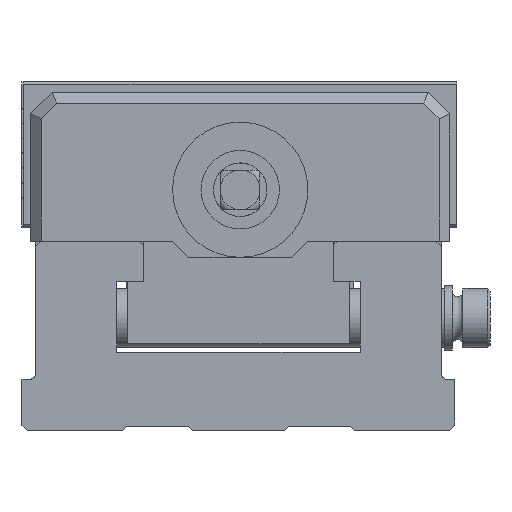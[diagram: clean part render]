
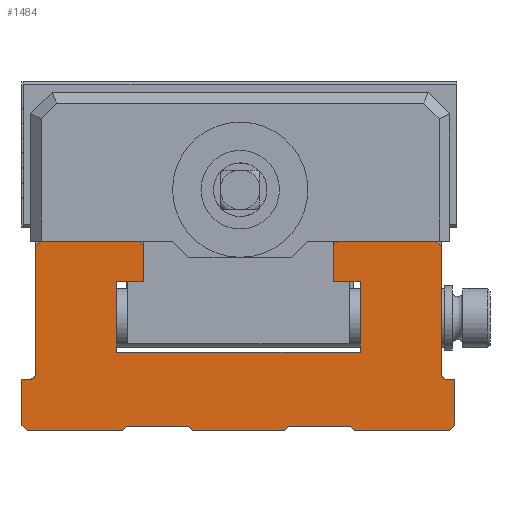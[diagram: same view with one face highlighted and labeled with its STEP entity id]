
A CAD part, front view. The second image highlights one B-rep face of the part: STEP entity #1484.
In plain terms, the highlighted planar face has unit normal (0, -1, 0).
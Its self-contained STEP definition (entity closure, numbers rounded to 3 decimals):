
#1013=CIRCLE('',#8768,2.);
#1014=CIRCLE('',#8769,2.);
#1484=ADVANCED_FACE('',(#2120),#1839,.T.);
#1839=PLANE('',#8770);
#2120=FACE_OUTER_BOUND('',#2711,.T.);
#2711=EDGE_LOOP('',(#4564,#4565,#4566,#4567,#4568,#4569,#4570,#4571,#4572,
#4573,#4574,#4575,#4576,#4577,#4578,#4579,#4580,#4581,#4582,#4583,#4584,
#4585,#4586,#4587,#4588,#4589,#4590,#4591,#4592,#4593,#4594,#4595,#4596,
#4597));
#4564=ORIENTED_EDGE('',*,*,#6593,.F.);
#4565=ORIENTED_EDGE('',*,*,#6594,.F.);
#4566=ORIENTED_EDGE('',*,*,#6595,.F.);
#4567=ORIENTED_EDGE('',*,*,#6571,.T.);
#4568=ORIENTED_EDGE('',*,*,#6596,.T.);
#4569=ORIENTED_EDGE('',*,*,#6597,.T.);
#4570=ORIENTED_EDGE('',*,*,#6598,.F.);
#4571=ORIENTED_EDGE('',*,*,#6599,.T.);
#4572=ORIENTED_EDGE('',*,*,#6600,.F.);
#4573=ORIENTED_EDGE('',*,*,#6601,.T.);
#4574=ORIENTED_EDGE('',*,*,#6591,.T.);
#4575=ORIENTED_EDGE('',*,*,#6602,.T.);
#4576=ORIENTED_EDGE('',*,*,#6603,.F.);
#4577=ORIENTED_EDGE('',*,*,#6604,.T.);
#4578=ORIENTED_EDGE('',*,*,#6605,.F.);
#4579=ORIENTED_EDGE('',*,*,#6606,.F.);
#4580=ORIENTED_EDGE('',*,*,#6607,.F.);
#4581=ORIENTED_EDGE('',*,*,#6608,.F.);
#4582=ORIENTED_EDGE('',*,*,#6609,.F.);
#4583=ORIENTED_EDGE('',*,*,#6610,.T.);
#4584=ORIENTED_EDGE('',*,*,#6611,.F.);
#4585=ORIENTED_EDGE('',*,*,#6612,.T.);
#4586=ORIENTED_EDGE('',*,*,#6583,.T.);
#4587=ORIENTED_EDGE('',*,*,#6613,.T.);
#4588=ORIENTED_EDGE('',*,*,#6614,.F.);
#4589=ORIENTED_EDGE('',*,*,#6615,.T.);
#4590=ORIENTED_EDGE('',*,*,#6616,.F.);
#4591=ORIENTED_EDGE('',*,*,#6617,.F.);
#4592=ORIENTED_EDGE('',*,*,#6562,.T.);
#4593=ORIENTED_EDGE('',*,*,#6618,.T.);
#4594=ORIENTED_EDGE('',*,*,#6619,.F.);
#4595=ORIENTED_EDGE('',*,*,#6620,.F.);
#4596=ORIENTED_EDGE('',*,*,#6621,.F.);
#4597=ORIENTED_EDGE('',*,*,#6555,.T.);
#5560=VERTEX_POINT('',#13718);
#5561=VERTEX_POINT('',#13720);
#5567=VERTEX_POINT('',#13733);
#5568=VERTEX_POINT('',#13735);
#5570=VERTEX_POINT('',#13740);
#5576=VERTEX_POINT('',#13752);
#5588=VERTEX_POINT('',#13780);
#5589=VERTEX_POINT('',#13781);
#5596=VERTEX_POINT('',#13796);
#5597=VERTEX_POINT('',#13798);
#5598=VERTEX_POINT('',#13802);
#5599=VERTEX_POINT('',#13804);
#5600=VERTEX_POINT('',#13807);
#5601=VERTEX_POINT('',#13809);
#5602=VERTEX_POINT('',#13811);
#5603=VERTEX_POINT('',#13813);
#5604=VERTEX_POINT('',#13815);
#5605=VERTEX_POINT('',#13818);
#5606=VERTEX_POINT('',#13820);
#5607=VERTEX_POINT('',#13822);
#5608=VERTEX_POINT('',#13824);
#5609=VERTEX_POINT('',#13826);
#5610=VERTEX_POINT('',#13828);
#5611=VERTEX_POINT('',#13830);
#5612=VERTEX_POINT('',#13832);
#5613=VERTEX_POINT('',#13834);
#5614=VERTEX_POINT('',#13836);
#5615=VERTEX_POINT('',#13839);
#5616=VERTEX_POINT('',#13841);
#5617=VERTEX_POINT('',#13843);
#5618=VERTEX_POINT('',#13845);
#5619=VERTEX_POINT('',#13848);
#5620=VERTEX_POINT('',#13850);
#5621=VERTEX_POINT('',#13852);
#6555=EDGE_CURVE('',#5561,#5560,#7314,.T.);
#6562=EDGE_CURVE('',#5568,#5567,#7319,.T.);
#6571=EDGE_CURVE('',#5570,#5576,#7327,.T.);
#6583=EDGE_CURVE('',#5588,#5589,#7336,.T.);
#6591=EDGE_CURVE('',#5597,#5596,#7342,.T.);
#6593=EDGE_CURVE('',#5598,#5560,#7344,.T.);
#6594=EDGE_CURVE('',#5599,#5598,#7345,.T.);
#6595=EDGE_CURVE('',#5570,#5599,#7346,.T.);
#6596=EDGE_CURVE('',#5576,#5600,#7347,.T.);
#6597=EDGE_CURVE('',#5600,#5601,#7348,.T.);
#6598=EDGE_CURVE('',#5602,#5601,#7349,.T.);
#6599=EDGE_CURVE('',#5602,#5603,#1013,.T.);
#6600=EDGE_CURVE('',#5604,#5603,#7350,.T.);
#6601=EDGE_CURVE('',#5604,#5597,#7351,.T.);
#6602=EDGE_CURVE('',#5596,#5605,#7352,.T.);
#6603=EDGE_CURVE('',#5606,#5605,#7353,.T.);
#6604=EDGE_CURVE('',#5606,#5607,#7354,.T.);
#6605=EDGE_CURVE('',#5608,#5607,#7355,.T.);
#6606=EDGE_CURVE('',#5609,#5608,#7356,.T.);
#6607=EDGE_CURVE('',#5610,#5609,#7357,.T.);
#6608=EDGE_CURVE('',#5611,#5610,#7358,.T.);
#6609=EDGE_CURVE('',#5612,#5611,#7359,.T.);
#6610=EDGE_CURVE('',#5612,#5613,#7360,.T.);
#6611=EDGE_CURVE('',#5614,#5613,#7361,.T.);
#6612=EDGE_CURVE('',#5614,#5588,#7362,.T.);
#6613=EDGE_CURVE('',#5589,#5615,#7363,.T.);
#6614=EDGE_CURVE('',#5616,#5615,#7364,.T.);
#6615=EDGE_CURVE('',#5616,#5617,#1014,.T.);
#6616=EDGE_CURVE('',#5618,#5617,#7365,.T.);
#6617=EDGE_CURVE('',#5568,#5618,#7366,.T.);
#6618=EDGE_CURVE('',#5567,#5619,#7367,.T.);
#6619=EDGE_CURVE('',#5620,#5619,#7368,.T.);
#6620=EDGE_CURVE('',#5621,#5620,#7369,.T.);
#6621=EDGE_CURVE('',#5561,#5621,#7370,.T.);
#7314=LINE('',#13719,#8009);
#7319=LINE('',#13734,#8014);
#7327=LINE('',#13753,#8022);
#7336=LINE('',#13779,#8031);
#7342=LINE('',#13797,#8037);
#7344=LINE('',#13801,#8039);
#7345=LINE('',#13803,#8040);
#7346=LINE('',#13805,#8041);
#7347=LINE('',#13806,#8042);
#7348=LINE('',#13808,#8043);
#7349=LINE('',#13810,#8044);
#7350=LINE('',#13814,#8045);
#7351=LINE('',#13816,#8046);
#7352=LINE('',#13817,#8047);
#7353=LINE('',#13819,#8048);
#7354=LINE('',#13821,#8049);
#7355=LINE('',#13823,#8050);
#7356=LINE('',#13825,#8051);
#7357=LINE('',#13827,#8052);
#7358=LINE('',#13829,#8053);
#7359=LINE('',#13831,#8054);
#7360=LINE('',#13833,#8055);
#7361=LINE('',#13835,#8056);
#7362=LINE('',#13837,#8057);
#7363=LINE('',#13838,#8058);
#7364=LINE('',#13840,#8059);
#7365=LINE('',#13844,#8060);
#7366=LINE('',#13846,#8061);
#7367=LINE('',#13847,#8062);
#7368=LINE('',#13849,#8063);
#7369=LINE('',#13851,#8064);
#7370=LINE('',#13853,#8065);
#8009=VECTOR('',#10657,1.);
#8014=VECTOR('',#10668,1.);
#8022=VECTOR('',#10680,1.);
#8031=VECTOR('',#10701,1.);
#8037=VECTOR('',#10713,1.);
#8039=VECTOR('',#10717,1.);
#8040=VECTOR('',#10718,1.);
#8041=VECTOR('',#10719,1.);
#8042=VECTOR('',#10720,1.);
#8043=VECTOR('',#10721,1.);
#8044=VECTOR('',#10722,1.);
#8045=VECTOR('',#10725,1.);
#8046=VECTOR('',#10726,1.);
#8047=VECTOR('',#10727,1.);
#8048=VECTOR('',#10728,1.);
#8049=VECTOR('',#10729,1.);
#8050=VECTOR('',#10730,1.);
#8051=VECTOR('',#10731,1.);
#8052=VECTOR('',#10732,1.);
#8053=VECTOR('',#10733,1.);
#8054=VECTOR('',#10734,1.);
#8055=VECTOR('',#10735,1.);
#8056=VECTOR('',#10736,1.);
#8057=VECTOR('',#10737,1.);
#8058=VECTOR('',#10738,1.);
#8059=VECTOR('',#10739,1.);
#8060=VECTOR('',#10742,1.);
#8061=VECTOR('',#10743,1.);
#8062=VECTOR('',#10744,1.);
#8063=VECTOR('',#10745,1.);
#8064=VECTOR('',#10746,1.);
#8065=VECTOR('',#10747,1.);
#8768=AXIS2_PLACEMENT_3D('',#13812,#10723,#10724);
#8769=AXIS2_PLACEMENT_3D('',#13842,#10740,#10741);
#8770=AXIS2_PLACEMENT_3D('',#13854,#10748,#10749);
#10657=DIRECTION('',(1.,0.,0.));
#10668=DIRECTION('',(0.707,0.,-0.707));
#10680=DIRECTION('',(1.,0.,0.));
#10701=DIRECTION('',(-1.,0.,0.));
#10713=DIRECTION('',(-1.,0.,0.));
#10717=DIRECTION('',(-0.707,0.,-0.707));
#10718=DIRECTION('',(-1.,0.,0.));
#10719=DIRECTION('',(-0.707,0.,0.707));
#10720=DIRECTION('',(0.707,0.,0.707));
#10721=DIRECTION('',(0.,0.,1.));
#10722=DIRECTION('',(1.,0.,0.));
#10723=DIRECTION('',(0.,1.,0.));
#10724=DIRECTION('',(0.,0.,-1.));
#10725=DIRECTION('',(0.,0.,-1.));
#10726=DIRECTION('',(-0.707,0.,0.707));
#10727=DIRECTION('',(-0.707,0.,-0.707));
#10728=DIRECTION('',(0.,0.,1.));
#10729=DIRECTION('',(0.707,0.,-0.707));
#10730=DIRECTION('',(-1.,0.,0.));
#10731=DIRECTION('',(0.,0.,1.));
#10732=DIRECTION('',(1.,0.,0.));
#10733=DIRECTION('',(0.,0.,-1.));
#10734=DIRECTION('',(-1.,0.,0.));
#10735=DIRECTION('',(0.707,0.,0.707));
#10736=DIRECTION('',(0.,0.,-1.));
#10737=DIRECTION('',(-0.707,0.,0.707));
#10738=DIRECTION('',(-0.707,0.,-0.707));
#10739=DIRECTION('',(0.,0.,1.));
#10740=DIRECTION('',(0.,1.,0.));
#10741=DIRECTION('',(0.,0.,-1.));
#10742=DIRECTION('',(1.,0.,0.));
#10743=DIRECTION('',(0.,0.,1.));
#10744=DIRECTION('',(1.,0.,0.));
#10745=DIRECTION('',(-0.707,0.,-0.707));
#10746=DIRECTION('',(-1.,0.,0.));
#10747=DIRECTION('',(-0.707,0.,0.707));
#10748=DIRECTION('',(0.,-1.,0.));
#10749=DIRECTION('',(0.,0.,-1.));
#13718=CARTESIAN_POINT('',(97.,0.,1.5));
#13719=CARTESIAN_POINT('',(80.,0.,1.5));
#13720=CARTESIAN_POINT('',(63.,0.,1.5));
#13733=CARTESIAN_POINT('',(2.,0.,1.5));
#13734=CARTESIAN_POINT('',(41.25,0.,-37.75));
#13735=CARTESIAN_POINT('',(0.,0.,3.5));
#13740=CARTESIAN_POINT('',(123.,0.,1.5));
#13752=CARTESIAN_POINT('',(158.,0.,1.5));
#13753=CARTESIAN_POINT('',(80.,0.,1.5));
#13779=CARTESIAN_POINT('',(80.,0.,71.5));
#13780=CARTESIAN_POINT('',(43.5,0.,71.5));
#13781=CARTESIAN_POINT('',(7.,0.,71.5));
#13796=CARTESIAN_POINT('',(116.5,0.,71.5));
#13797=CARTESIAN_POINT('',(80.,0.,71.5));
#13798=CARTESIAN_POINT('',(153.,0.,71.5));
#13801=CARTESIAN_POINT('',(88.25,0.,-7.25));
#13802=CARTESIAN_POINT('',(98.5,0.,3.));
#13803=CARTESIAN_POINT('',(80.,0.,3.));
#13804=CARTESIAN_POINT('',(121.5,0.,3.));
#13805=CARTESIAN_POINT('',(101.75,0.,22.75));
#13806=CARTESIAN_POINT('',(118.75,0.,-37.75));
#13807=CARTESIAN_POINT('',(160.,0.,3.5));
#13808=CARTESIAN_POINT('',(160.,0.,1.));
#13809=CARTESIAN_POINT('',(160.,0.,20.5));
#13810=CARTESIAN_POINT('',(80.,0.,20.5));
#13811=CARTESIAN_POINT('',(157.,0.,20.5));
#13812=CARTESIAN_POINT('',(157.,0.,22.5));
#13813=CARTESIAN_POINT('',(155.,0.,22.5));
#13814=CARTESIAN_POINT('',(155.,0.,1.));
#13815=CARTESIAN_POINT('',(155.,0.,69.5));
#13816=CARTESIAN_POINT('',(151.75,0.,72.75));
#13817=CARTESIAN_POINT('',(63.,0.,18.));
#13818=CARTESIAN_POINT('',(114.5,0.,69.5));
#13819=CARTESIAN_POINT('',(114.5,0.,1.));
#13820=CARTESIAN_POINT('',(114.5,0.,57.5));
#13821=CARTESIAN_POINT('',(125.5,0.,46.5));
#13822=CARTESIAN_POINT('',(115.5,0.,56.5));
#13823=CARTESIAN_POINT('',(80.,0.,56.5));
#13824=CARTESIAN_POINT('',(125.,0.,56.5));
#13825=CARTESIAN_POINT('',(125.,0.,1.));
#13826=CARTESIAN_POINT('',(125.,0.,30.5));
#13827=CARTESIAN_POINT('',(80.,0.,30.5));
#13828=CARTESIAN_POINT('',(35.,0.,30.5));
#13829=CARTESIAN_POINT('',(35.,0.,1.));
#13830=CARTESIAN_POINT('',(35.,0.,56.5));
#13831=CARTESIAN_POINT('',(80.,0.,56.5));
#13832=CARTESIAN_POINT('',(44.5,0.,56.5));
#13833=CARTESIAN_POINT('',(34.5,0.,46.5));
#13834=CARTESIAN_POINT('',(45.5,0.,57.5));
#13835=CARTESIAN_POINT('',(45.5,0.,1.));
#13836=CARTESIAN_POINT('',(45.5,0.,69.5));
#13837=CARTESIAN_POINT('',(97.,0.,18.));
#13838=CARTESIAN_POINT('',(8.25,0.,72.75));
#13839=CARTESIAN_POINT('',(5.,0.,69.5));
#13840=CARTESIAN_POINT('',(5.,0.,1.));
#13841=CARTESIAN_POINT('',(5.,0.,22.5));
#13842=CARTESIAN_POINT('',(3.,0.,22.5));
#13843=CARTESIAN_POINT('',(3.,0.,20.5));
#13844=CARTESIAN_POINT('',(80.,0.,20.5));
#13845=CARTESIAN_POINT('',(0.,0.,20.5));
#13846=CARTESIAN_POINT('',(0.,0.,1.));
#13847=CARTESIAN_POINT('',(80.,0.,1.5));
#13848=CARTESIAN_POINT('',(37.,0.,1.5));
#13849=CARTESIAN_POINT('',(58.25,0.,22.75));
#13850=CARTESIAN_POINT('',(38.5,0.,3.));
#13851=CARTESIAN_POINT('',(80.,0.,3.));
#13852=CARTESIAN_POINT('',(61.5,0.,3.));
#13853=CARTESIAN_POINT('',(71.75,0.,-7.25));
#13854=CARTESIAN_POINT('',(80.,0.,1.));
